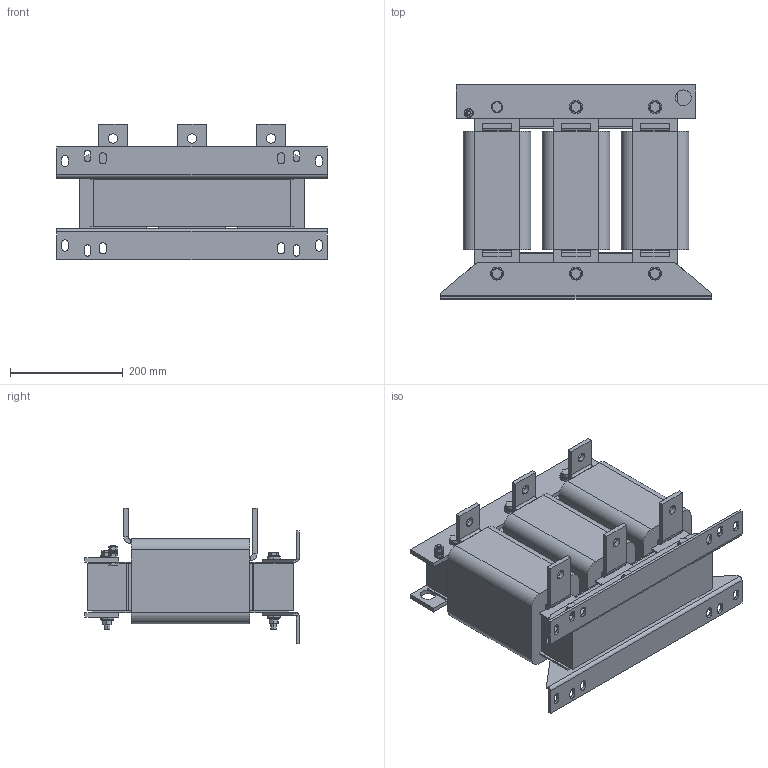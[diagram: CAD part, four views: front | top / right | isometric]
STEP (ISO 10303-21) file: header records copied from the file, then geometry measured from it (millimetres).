
FILE_DESCRIPTION (( 'STEP AP214' ), '1' );
FILE_NAME ('275512.STEP', '2020-09-01T05:04:45', ( '' ), ( '' ), 'SwSTEP 2.0', 'SolidWorks 2018', '' );
FILE_SCHEMA (( 'AUTOMOTIVE_DESIGN' ));
Length unit declared in the file: millimetre
Products named in the file (1): 275512
Bounding box: 480 x 379.4 x 239.5 mm (x, y, z)
Volume: 16891131.4 mm3; surface area: 923977 mm2
Topology: 1 solids, 1 shells, 576 faces, 1476 edges, 932 vertices
Faces by surface type: plane 414, cylinder 136, cone 14, torus 12
Entity records: 17578 total; most frequent: CARTESIAN_POINT 3297, ORIENTED_EDGE 2952, DIRECTION 2918, EDGE_CURVE 1476, LINE 1092, VECTOR 1092, VERTEX_POINT 932, AXIS2_PLACEMENT_3D 913
